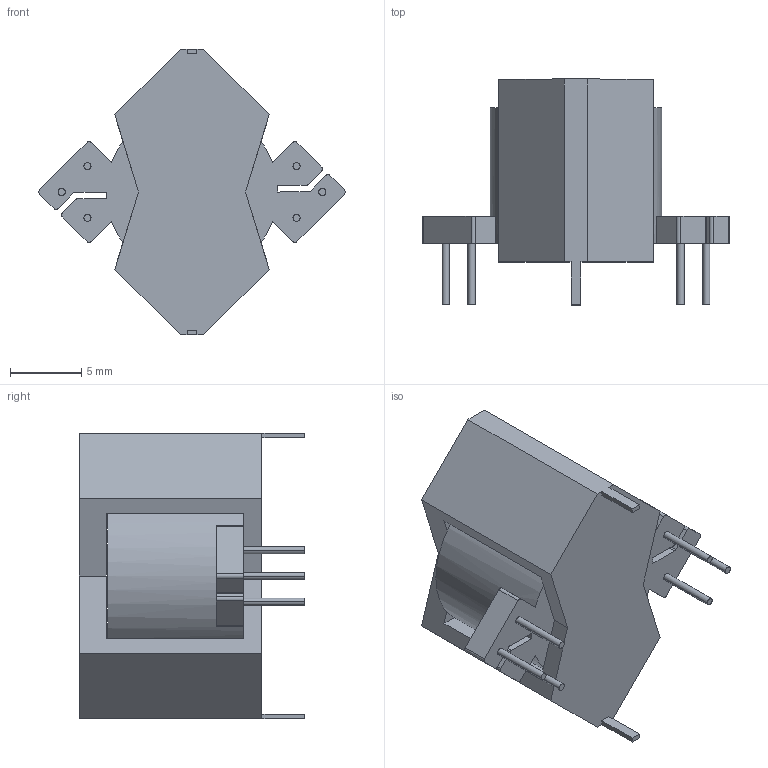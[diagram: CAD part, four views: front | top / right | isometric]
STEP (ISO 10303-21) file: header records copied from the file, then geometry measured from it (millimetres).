
FILE_DESCRIPTION((''),'2;1');
FILE_NAME('PT23301L','2012-08-21T',('ryans'),('Bourns, Inc.'),'PRO/ENGINEER BY PARAMETRIC TECHNOLOGY CORPORATION, 2010100','PRO/ENGINEER BY PARAMETRIC TECHNOLOGY CORPORATION, 2010100','');
FILE_SCHEMA(('CONFIG_CONTROL_DESIGN'));
Length unit declared in the file: millimetre
Products named in the file (1): PT23301L
Bounding box: 21.47 x 15.8 x 20 mm (x, y, z)
Volume: 2236.3 mm3; surface area: 1419 mm2
Topology: 1 solids, 1 shells, 86 faces, 236 edges, 156 vertices
Faces by surface type: plane 58, cylinder 28
Entity records: 2778 total; most frequent: CARTESIAN_POINT 478, DIRECTION 476, ORIENTED_EDGE 472, EDGE_CURVE 236, VECTOR 168, LINE 168, VERTEX_POINT 156, AXIS2_PLACEMENT_3D 154
